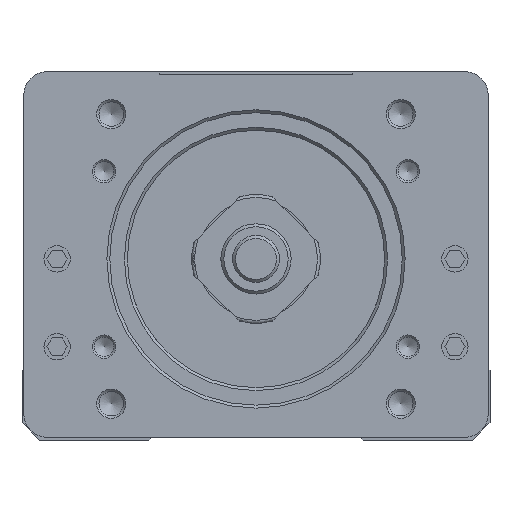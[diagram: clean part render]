
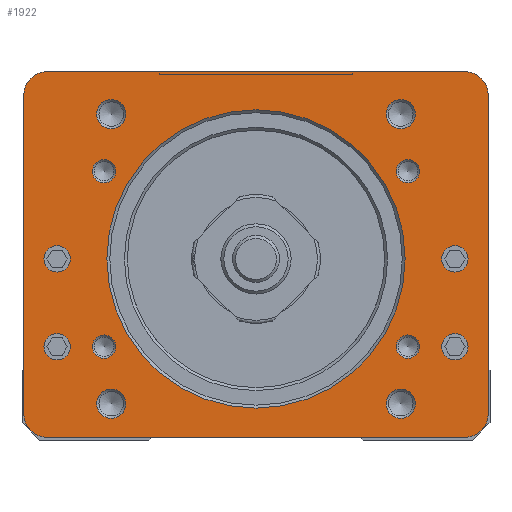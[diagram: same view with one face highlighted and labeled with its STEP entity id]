
A CAD part, front view. The second image highlights one B-rep face of the part: STEP entity #1922.
In plain terms, the highlighted planar face has unit normal (0, -1, 0).
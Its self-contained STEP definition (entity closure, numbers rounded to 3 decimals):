
#1040=FACE_BOUND('',#4672,.T.);
#1041=FACE_BOUND('',#4673,.T.);
#1042=FACE_BOUND('',#4674,.T.);
#1043=FACE_BOUND('',#4675,.T.);
#1044=FACE_BOUND('',#4676,.T.);
#1045=FACE_BOUND('',#4677,.T.);
#1046=FACE_BOUND('',#4678,.T.);
#1047=FACE_BOUND('',#4679,.T.);
#1048=FACE_BOUND('',#4680,.T.);
#1049=FACE_BOUND('',#4681,.T.);
#1050=FACE_BOUND('',#4682,.T.);
#1051=FACE_BOUND('',#4683,.T.);
#1052=FACE_BOUND('',#4684,.T.);
#1053=FACE_BOUND('',#4685,.T.);
#1922=ADVANCED_FACE('',(#1040,#1041,#1042,#1043,#1044,#1045,#1046,#1047,
#1048,#1049,#1050,#1051,#1052,#1053),#2827,.T.);
#2827=PLANE('',#19596);
#4672=EDGE_LOOP('',(#8102));
#4673=EDGE_LOOP('',(#8103));
#4674=EDGE_LOOP('',(#8104));
#4675=EDGE_LOOP('',(#8105));
#4676=EDGE_LOOP('',(#8106));
#4677=EDGE_LOOP('',(#8107));
#4678=EDGE_LOOP('',(#8108));
#4679=EDGE_LOOP('',(#8109));
#4680=EDGE_LOOP('',(#8110));
#4681=EDGE_LOOP('',(#8111));
#4682=EDGE_LOOP('',(#8112));
#4683=EDGE_LOOP('',(#8113));
#4684=EDGE_LOOP('',(#8114));
#4685=EDGE_LOOP('',(#8115,#8116,#8117,#8118,#8119,#8120,#8121,#8122));
#5688=CIRCLE('',#19467,4.);
#5689=CIRCLE('',#19469,4.);
#5690=CIRCLE('',#19471,2.);
#5691=CIRCLE('',#19473,2.);
#5692=CIRCLE('',#19475,2.);
#5693=CIRCLE('',#19477,2.);
#5694=CIRCLE('',#19479,2.5);
#5695=CIRCLE('',#19481,2.5);
#5696=CIRCLE('',#19483,2.5);
#5697=CIRCLE('',#19485,2.5);
#5698=CIRCLE('',#19487,25.5);
#5703=CIRCLE('',#19496,2.25);
#5705=CIRCLE('',#19499,2.25);
#5707=CIRCLE('',#19502,2.25);
#5709=CIRCLE('',#19505,2.25);
#5750=CIRCLE('',#19592,4.);
#5752=CIRCLE('',#19595,4.);
#8102=ORIENTED_EDGE('',*,*,#13808,.T.);
#8103=ORIENTED_EDGE('',*,*,#13807,.T.);
#8104=ORIENTED_EDGE('',*,*,#13806,.T.);
#8105=ORIENTED_EDGE('',*,*,#13805,.T.);
#8106=ORIENTED_EDGE('',*,*,#13804,.T.);
#8107=ORIENTED_EDGE('',*,*,#13803,.T.);
#8108=ORIENTED_EDGE('',*,*,#13802,.T.);
#8109=ORIENTED_EDGE('',*,*,#13801,.T.);
#8110=ORIENTED_EDGE('',*,*,#13800,.T.);
#8111=ORIENTED_EDGE('',*,*,#13820,.T.);
#8112=ORIENTED_EDGE('',*,*,#13818,.T.);
#8113=ORIENTED_EDGE('',*,*,#13816,.T.);
#8114=ORIENTED_EDGE('',*,*,#13814,.T.);
#8115=ORIENTED_EDGE('',*,*,#13934,.T.);
#8116=ORIENTED_EDGE('',*,*,#13937,.T.);
#8117=ORIENTED_EDGE('',*,*,#13938,.T.);
#8118=ORIENTED_EDGE('',*,*,#13918,.T.);
#8119=ORIENTED_EDGE('',*,*,#13798,.T.);
#8120=ORIENTED_EDGE('',*,*,#13862,.T.);
#8121=ORIENTED_EDGE('',*,*,#13795,.T.);
#8122=ORIENTED_EDGE('',*,*,#13911,.T.);
#11787=VERTEX_POINT('',#28745);
#11788=VERTEX_POINT('',#28747);
#11789=VERTEX_POINT('',#28751);
#11790=VERTEX_POINT('',#28753);
#11791=VERTEX_POINT('',#28757);
#11792=VERTEX_POINT('',#28760);
#11793=VERTEX_POINT('',#28763);
#11794=VERTEX_POINT('',#28766);
#11795=VERTEX_POINT('',#28769);
#11796=VERTEX_POINT('',#28772);
#11797=VERTEX_POINT('',#28775);
#11798=VERTEX_POINT('',#28778);
#11799=VERTEX_POINT('',#28781);
#11804=VERTEX_POINT('',#28796);
#11806=VERTEX_POINT('',#28801);
#11808=VERTEX_POINT('',#28806);
#11810=VERTEX_POINT('',#28811);
#11868=VERTEX_POINT('',#29103);
#11873=VERTEX_POINT('',#29117);
#11884=VERTEX_POINT('',#29149);
#11886=VERTEX_POINT('',#29155);
#13795=EDGE_CURVE('',#11788,#11787,#5688,.T.);
#13798=EDGE_CURVE('',#11790,#11789,#5689,.T.);
#13800=EDGE_CURVE('',#11791,#11791,#5690,.T.);
#13801=EDGE_CURVE('',#11792,#11792,#5691,.T.);
#13802=EDGE_CURVE('',#11793,#11793,#5692,.T.);
#13803=EDGE_CURVE('',#11794,#11794,#5693,.T.);
#13804=EDGE_CURVE('',#11795,#11795,#5694,.T.);
#13805=EDGE_CURVE('',#11796,#11796,#5695,.T.);
#13806=EDGE_CURVE('',#11797,#11797,#5696,.T.);
#13807=EDGE_CURVE('',#11798,#11798,#5697,.T.);
#13808=EDGE_CURVE('',#11799,#11799,#5698,.T.);
#13814=EDGE_CURVE('',#11804,#11804,#5703,.T.);
#13816=EDGE_CURVE('',#11806,#11806,#5705,.T.);
#13818=EDGE_CURVE('',#11808,#11808,#5707,.T.);
#13820=EDGE_CURVE('',#11810,#11810,#5709,.T.);
#13862=EDGE_CURVE('',#11789,#11788,#16043,.T.);
#13911=EDGE_CURVE('',#11787,#11868,#16068,.T.);
#13918=EDGE_CURVE('',#11873,#11790,#16075,.T.);
#13934=EDGE_CURVE('',#11868,#11884,#5750,.T.);
#13937=EDGE_CURVE('',#11884,#11886,#16088,.T.);
#13938=EDGE_CURVE('',#11886,#11873,#5752,.T.);
#16043=LINE('',#28956,#17801);
#16068=LINE('',#29104,#17826);
#16075=LINE('',#29116,#17833);
#16088=LINE('',#29154,#17846);
#17801=VECTOR('',#22619,1.);
#17826=VECTOR('',#22738,1.);
#17833=VECTOR('',#22747,1.);
#17846=VECTOR('',#22784,1.);
#19467=AXIS2_PLACEMENT_3D('',#28746,#22458,#22459);
#19469=AXIS2_PLACEMENT_3D('',#28752,#22464,#22465);
#19471=AXIS2_PLACEMENT_3D('',#28756,#22469,#22470);
#19473=AXIS2_PLACEMENT_3D('',#28759,#22473,#22474);
#19475=AXIS2_PLACEMENT_3D('',#28762,#22477,#22478);
#19477=AXIS2_PLACEMENT_3D('',#28765,#22481,#22482);
#19479=AXIS2_PLACEMENT_3D('',#28768,#22485,#22486);
#19481=AXIS2_PLACEMENT_3D('',#28771,#22489,#22490);
#19483=AXIS2_PLACEMENT_3D('',#28774,#22493,#22494);
#19485=AXIS2_PLACEMENT_3D('',#28777,#22497,#22498);
#19487=AXIS2_PLACEMENT_3D('',#28780,#22501,#22502);
#19496=AXIS2_PLACEMENT_3D('',#28795,#22520,#22521);
#19499=AXIS2_PLACEMENT_3D('',#28800,#22526,#22527);
#19502=AXIS2_PLACEMENT_3D('',#28805,#22532,#22533);
#19505=AXIS2_PLACEMENT_3D('',#28810,#22538,#22539);
#19592=AXIS2_PLACEMENT_3D('',#29148,#22777,#22778);
#19595=AXIS2_PLACEMENT_3D('',#29156,#22785,#22786);
#19596=AXIS2_PLACEMENT_3D('',#29157,#22787,#22788);
#22458=DIRECTION('',(0.,-1.,0.));
#22459=DIRECTION('',(1.,0.,0.));
#22464=DIRECTION('',(0.,-1.,0.));
#22465=DIRECTION('',(1.,0.,0.));
#22469=DIRECTION('',(0.,1.,0.));
#22470=DIRECTION('',(0.,0.,-1.));
#22473=DIRECTION('',(0.,1.,0.));
#22474=DIRECTION('',(0.,0.,-1.));
#22477=DIRECTION('',(0.,1.,0.));
#22478=DIRECTION('',(0.,0.,-1.));
#22481=DIRECTION('',(0.,1.,0.));
#22482=DIRECTION('',(0.,0.,-1.));
#22485=DIRECTION('',(0.,1.,0.));
#22486=DIRECTION('',(0.,0.,-1.));
#22489=DIRECTION('',(0.,1.,0.));
#22490=DIRECTION('',(0.,0.,-1.));
#22493=DIRECTION('',(0.,1.,0.));
#22494=DIRECTION('',(0.,0.,-1.));
#22497=DIRECTION('',(0.,1.,0.));
#22498=DIRECTION('',(0.,0.,-1.));
#22501=DIRECTION('',(0.,1.,0.));
#22502=DIRECTION('',(0.,0.,-1.));
#22520=DIRECTION('',(0.,1.,0.));
#22521=DIRECTION('',(0.,0.,-1.));
#22526=DIRECTION('',(0.,1.,0.));
#22527=DIRECTION('',(0.,0.,-1.));
#22532=DIRECTION('',(0.,1.,0.));
#22533=DIRECTION('',(0.,0.,-1.));
#22538=DIRECTION('',(0.,1.,0.));
#22539=DIRECTION('',(0.,0.,-1.));
#22619=DIRECTION('',(-1.,0.,0.));
#22738=DIRECTION('',(0.,0.,-1.));
#22747=DIRECTION('',(0.,0.,1.));
#22777=DIRECTION('',(0.,-1.,0.));
#22778=DIRECTION('',(1.,0.,0.));
#22784=DIRECTION('',(1.,0.,0.));
#22785=DIRECTION('',(0.,-1.,0.));
#22786=DIRECTION('',(1.,0.,0.));
#22787=DIRECTION('',(0.,-1.,0.));
#22788=DIRECTION('',(0.,0.,1.));
#28745=CARTESIAN_POINT('',(-39.7,-243.7,40.));
#28746=CARTESIAN_POINT('',(-35.7,-243.7,40.));
#28747=CARTESIAN_POINT('',(-35.7,-243.7,44.));
#28751=CARTESIAN_POINT('',(35.7,-243.7,44.));
#28752=CARTESIAN_POINT('',(35.7,-243.7,40.));
#28753=CARTESIAN_POINT('',(39.7,-243.7,40.));
#28756=CARTESIAN_POINT('',(-25.981,-243.7,27.));
#28757=CARTESIAN_POINT('',(-25.981,-243.7,25.));
#28759=CARTESIAN_POINT('',(-25.981,-243.7,-3.));
#28760=CARTESIAN_POINT('',(-25.981,-243.7,-5.));
#28762=CARTESIAN_POINT('',(25.981,-243.7,27.));
#28763=CARTESIAN_POINT('',(25.981,-243.7,25.));
#28765=CARTESIAN_POINT('',(25.981,-243.7,-3.));
#28766=CARTESIAN_POINT('',(25.981,-243.7,-5.));
#28768=CARTESIAN_POINT('',(24.749,-243.7,36.749));
#28769=CARTESIAN_POINT('',(24.749,-243.7,34.249));
#28771=CARTESIAN_POINT('',(24.749,-243.7,-12.749));
#28772=CARTESIAN_POINT('',(24.749,-243.7,-15.249));
#28774=CARTESIAN_POINT('',(-24.749,-243.7,-12.749));
#28775=CARTESIAN_POINT('',(-24.749,-243.7,-15.249));
#28777=CARTESIAN_POINT('',(-24.749,-243.7,36.749));
#28778=CARTESIAN_POINT('',(-24.749,-243.7,34.249));
#28780=CARTESIAN_POINT('',(0.,-243.7,12.));
#28781=CARTESIAN_POINT('',(0.,-243.7,-13.5));
#28795=CARTESIAN_POINT('',(34.,-243.7,12.));
#28796=CARTESIAN_POINT('',(34.,-243.7,9.75));
#28800=CARTESIAN_POINT('',(34.,-243.7,-3.));
#28801=CARTESIAN_POINT('',(34.,-243.7,-5.25));
#28805=CARTESIAN_POINT('',(-34.,-243.7,12.));
#28806=CARTESIAN_POINT('',(-34.,-243.7,9.75));
#28810=CARTESIAN_POINT('',(-34.,-243.7,-3.));
#28811=CARTESIAN_POINT('',(-34.,-243.7,-5.25));
#28956=CARTESIAN_POINT('',(35.7,-243.7,44.));
#29103=CARTESIAN_POINT('',(-39.7,-243.7,-14.5));
#29104=CARTESIAN_POINT('',(-39.7,-243.7,40.));
#29116=CARTESIAN_POINT('',(39.7,-243.7,-14.5));
#29117=CARTESIAN_POINT('',(39.7,-243.7,-14.5));
#29148=CARTESIAN_POINT('',(-35.7,-243.7,-14.5));
#29149=CARTESIAN_POINT('',(-35.7,-243.7,-18.5));
#29154=CARTESIAN_POINT('',(-35.7,-243.7,-18.5));
#29155=CARTESIAN_POINT('',(35.7,-243.7,-18.5));
#29156=CARTESIAN_POINT('',(35.7,-243.7,-14.5));
#29157=CARTESIAN_POINT('',(-35.7,-243.7,-14.5));
